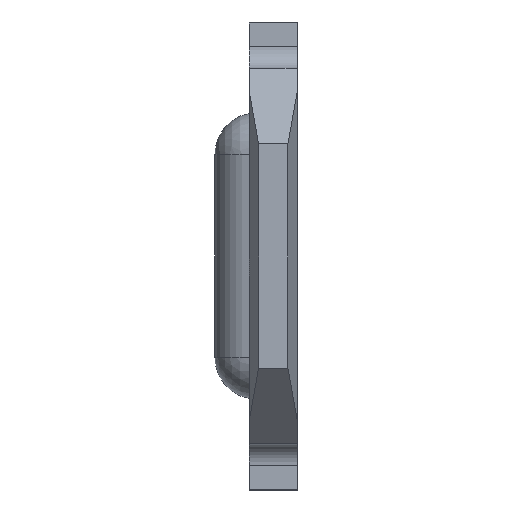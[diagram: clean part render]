
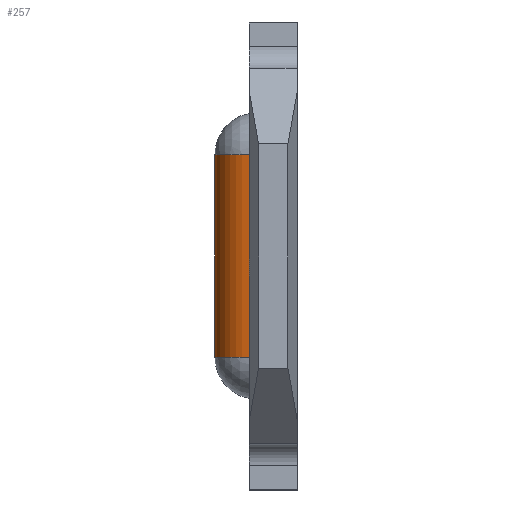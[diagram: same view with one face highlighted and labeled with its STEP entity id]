
A CAD part, left-side view. The second image highlights one B-rep face of the part: STEP entity #257.
In plain terms, the highlighted cylindrical face has radius 0.711 mm (diameter 1.422 mm), a partial arc.
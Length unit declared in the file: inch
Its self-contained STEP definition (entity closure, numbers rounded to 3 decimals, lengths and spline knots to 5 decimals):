
#10 = CIRCLE ( 'NONE', #617, 0.028 ) ;
#70 = VECTOR ( 'NONE', #339, 39.37008 ) ;
#111 = EDGE_CURVE ( 'NONE', #853, #990, #908, .T. ) ;
#123 = FACE_OUTER_BOUND ( 'NONE', #789, .T. ) ;
#131 = DIRECTION ( 'NONE',  ( 1., 0., 0. ) ) ;
#189 = EDGE_CURVE ( 'NONE', #452, #665, #10, .T. ) ;
#212 = AXIS2_PLACEMENT_3D ( 'NONE', #862, #796, #867 ) ;
#257 = ADVANCED_FACE ( 'NONE', ( #123 ), #519, .T. ) ;
#285 = LINE ( 'NONE', #335, #70 ) ;
#335 = CARTESIAN_POINT ( 'NONE',  ( -0.09755, 0., -0.0675 ) ) ;
#339 = DIRECTION ( 'NONE',  ( 0., 0., 1. ) ) ;
#349 = DIRECTION ( 'NONE',  ( 0., 0., 1. ) ) ;
#424 = CARTESIAN_POINT ( 'NONE',  ( -0.04245, 0., -0.0675 ) ) ;
#452 = VERTEX_POINT ( 'NONE', #767 ) ;
#481 = VECTOR ( 'NONE', #349, 39.37008 ) ;
#500 = DIRECTION ( 'NONE',  ( 1., 0., 0. ) ) ;
#511 = ORIENTED_EDGE ( 'NONE', *, *, #189, .F. ) ;
#519 = CYLINDRICAL_SURFACE ( 'NONE', #212, 0.028 ) ;
#617 = AXIS2_PLACEMENT_3D ( 'NONE', #714, #649, #500 ) ;
#649 = DIRECTION ( 'NONE',  ( 0., 0., 1. ) ) ;
#665 = VERTEX_POINT ( 'NONE', #712 ) ;
#680 = LINE ( 'NONE', #424, #481 ) ;
#712 = CARTESIAN_POINT ( 'NONE',  ( -0.09755, 0., 0.0675 ) ) ;
#714 = CARTESIAN_POINT ( 'NONE',  ( -0.07, -0.005, 0.0675 ) ) ;
#716 = CARTESIAN_POINT ( 'NONE',  ( -0.09755, 0., -0.0675 ) ) ;
#754 = AXIS2_PLACEMENT_3D ( 'NONE', #976, #988, #131 ) ;
#767 = CARTESIAN_POINT ( 'NONE',  ( -0.04245, 0., 0.0675 ) ) ;
#789 = EDGE_LOOP ( 'NONE', ( #511, #831, #812, #920 ) ) ;
#796 = DIRECTION ( 'NONE',  ( 0., 0., 1. ) ) ;
#812 = ORIENTED_EDGE ( 'NONE', *, *, #111, .T. ) ;
#831 = ORIENTED_EDGE ( 'NONE', *, *, #888, .F. ) ;
#853 = VERTEX_POINT ( 'NONE', #865 ) ;
#862 = CARTESIAN_POINT ( 'NONE',  ( -0.07, -0.005, -0.0675 ) ) ;
#865 = CARTESIAN_POINT ( 'NONE',  ( -0.04245, 0., -0.0675 ) ) ;
#867 = DIRECTION ( 'NONE',  ( 1., 0., 0. ) ) ;
#888 = EDGE_CURVE ( 'NONE', #853, #452, #680, .T. ) ;
#903 = EDGE_CURVE ( 'NONE', #990, #665, #285, .T. ) ;
#908 = CIRCLE ( 'NONE', #754, 0.028 ) ;
#920 = ORIENTED_EDGE ( 'NONE', *, *, #903, .T. ) ;
#976 = CARTESIAN_POINT ( 'NONE',  ( -0.07, -0.005, -0.0675 ) ) ;
#988 = DIRECTION ( 'NONE',  ( 0., 0., 1. ) ) ;
#990 = VERTEX_POINT ( 'NONE', #716 ) ;
